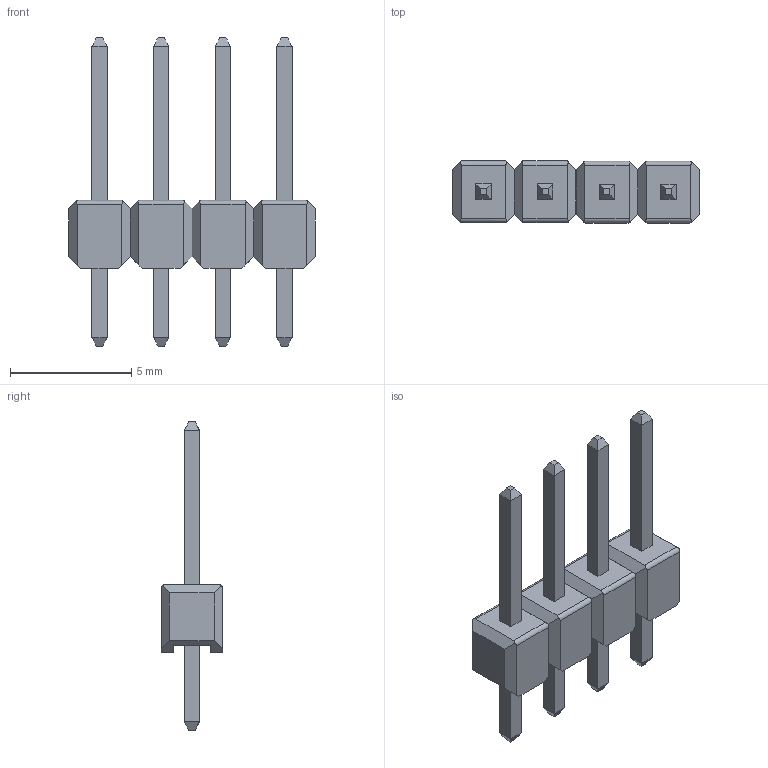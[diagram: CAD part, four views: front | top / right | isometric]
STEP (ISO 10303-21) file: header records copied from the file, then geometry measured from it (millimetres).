
FILE_DESCRIPTION(/* description */ (''),/* implementation_level */ '2;1');
FILE_NAME(/* name */ 'Pin Header 1x6 TH Pitch 2.54mm v1.step',/* time_stamp */ '2019-10-31T13:03:08+01:00',/* author */ (''),/* organization */ (''),/* preprocessor_version */ 'ST-DEVELOPER v18',/* originating_system */ 'Autodesk Translation Framework v8.9.1.1155',/* authorisation */ '');
FILE_SCHEMA (('AUTOMOTIVE_DESIGN { 1 0 10303 214 3 1 1 }'));
Length unit declared in the file: millimetre
Products named in the file (1): Pin Header 1x6 TH Pitch 2.54mm
Bounding box: 10.16 x 2.55 x 12.7 mm (x, y, z)
Volume: 20 mm3; surface area: 281.4 mm2
Topology: 5 solids, 9 shells, 152 faces, 388 edges, 248 vertices
Faces by surface type: plane 144, cylinder 8
Entity records: 4538 total; most frequent: CARTESIAN_POINT 789, ORIENTED_EDGE 752, DIRECTION 726, EDGE_CURVE 388, LINE 356, VECTOR 356, VERTEX_POINT 248, AXIS2_PLACEMENT_3D 185
